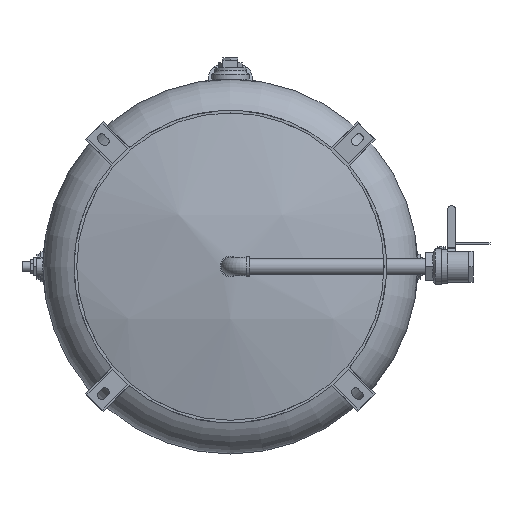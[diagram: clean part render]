
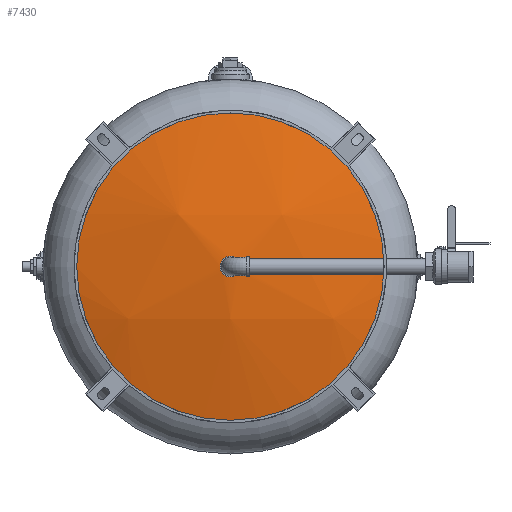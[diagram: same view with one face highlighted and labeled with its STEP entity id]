
A CAD part, front view. The second image highlights one B-rep face of the part: STEP entity #7430.
In plain terms, the highlighted spherical face has radius 1079.5 mm.
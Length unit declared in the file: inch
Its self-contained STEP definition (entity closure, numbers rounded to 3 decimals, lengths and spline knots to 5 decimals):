
#14=SPHERICAL_SURFACE('',#8065,42.5);
#1897=FACE_BOUND('',#2902,.T.);
#2334=FACE_OUTER_BOUND('',#2901,.T.);
#2901=EDGE_LOOP('',(#6573));
#2902=EDGE_LOOP('',(#6574));
#2998=CIRCLE('',#7702,0.83);
#3125=CIRCLE('',#8064,12.3);
#3400=VERTEX_POINT('',#11510);
#3770=VERTEX_POINT('',#13577);
#4177=EDGE_CURVE('',#3400,#3400,#2998,.T.);
#4708=EDGE_CURVE('',#3770,#3770,#3125,.T.);
#6573=ORIENTED_EDGE('',*,*,#4708,.T.);
#6574=ORIENTED_EDGE('',*,*,#4177,.T.);
#7430=ADVANCED_FACE('',(#2334,#1897),#14,.T.);
#7702=AXIS2_PLACEMENT_3D('',#11511,#8897,#8898);
#8064=AXIS2_PLACEMENT_3D('',#13578,#9998,#9999);
#8065=AXIS2_PLACEMENT_3D('',#13579,#10000,#10001);
#8897=DIRECTION('center_axis',(0.,1.,0.));
#8898=DIRECTION('ref_axis',(1.,0.,0.));
#9998=DIRECTION('center_axis',(0.,-1.,0.));
#9999=DIRECTION('ref_axis',(-1.,0.,0.));
#10000=DIRECTION('center_axis',(0.,0.,1.));
#10001=DIRECTION('ref_axis',(1.,0.,0.));
#11510=CARTESIAN_POINT('',(-0.83,-42.49189,0.));
#11511=CARTESIAN_POINT('Origin',(0.,-42.49189,0.));
#13577=CARTESIAN_POINT('',(12.3,-40.6812,0.));
#13578=CARTESIAN_POINT('Origin',(0.,-40.6812,
0.));
#13579=CARTESIAN_POINT('Origin',(0.,0.,0.));
